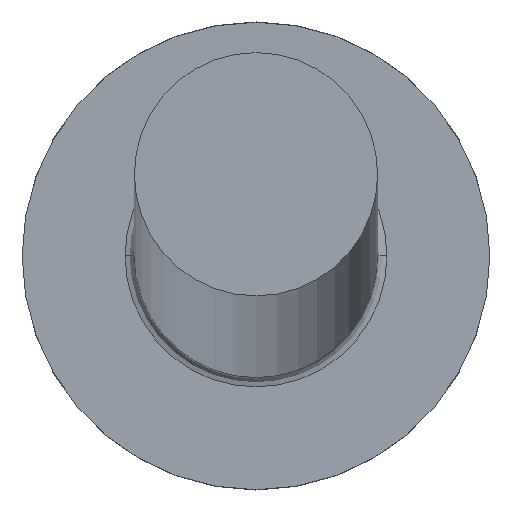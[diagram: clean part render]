
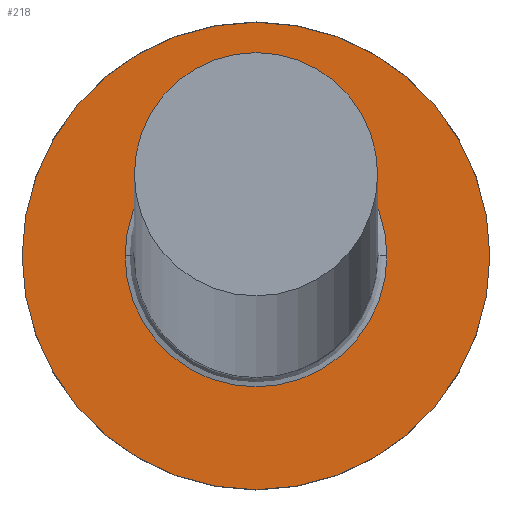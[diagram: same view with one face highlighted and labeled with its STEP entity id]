
A CAD part, top view. The second image highlights one B-rep face of the part: STEP entity #218.
In plain terms, the highlighted planar face has unit normal (0, 0, 1).
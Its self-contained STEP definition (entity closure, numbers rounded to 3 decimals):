
#8 = CIRCLE ( 'NONE', #237, 2.8 ) ;
#9 = CARTESIAN_POINT ( 'NONE',  ( -5., 0., 3. ) ) ;
#31 = CARTESIAN_POINT ( 'NONE',  ( 0., 0., 3. ) ) ;
#32 = CARTESIAN_POINT ( 'NONE',  ( 0., 0., 3. ) ) ;
#33 = DIRECTION ( 'NONE',  ( 0., 0., 1. ) ) ;
#55 = PLANE ( 'NONE',  #179 ) ;
#59 = FACE_OUTER_BOUND ( 'NONE', #297, .T. ) ;
#63 = VERTEX_POINT ( 'NONE', #196 ) ;
#69 = AXIS2_PLACEMENT_3D ( 'NONE', #224, #84, #81 ) ;
#71 = EDGE_CURVE ( 'NONE', #63, #94, #128, .T. ) ;
#72 = DIRECTION ( 'NONE',  ( 0., 0., -1. ) ) ;
#79 = ORIENTED_EDGE ( 'NONE', *, *, #232, .T. ) ;
#81 = DIRECTION ( 'NONE',  ( 1., 0., 0. ) ) ;
#83 = DIRECTION ( 'NONE',  ( 1., 0., 0. ) ) ;
#84 = DIRECTION ( 'NONE',  ( 0., 0., 1. ) ) ;
#94 = VERTEX_POINT ( 'NONE', #176 ) ;
#96 = EDGE_LOOP ( 'NONE', ( #127, #209 ) ) ;
#111 = FACE_BOUND ( 'NONE', #96, .T. ) ;
#127 = ORIENTED_EDGE ( 'NONE', *, *, #199, .T. ) ;
#128 = CIRCLE ( 'NONE', #195, 2.8 ) ;
#136 = DIRECTION ( 'NONE',  ( 1., 0., 0. ) ) ;
#149 = DIRECTION ( 'NONE',  ( 1., 0., 0. ) ) ;
#176 = CARTESIAN_POINT ( 'NONE',  ( 2.8, 0., 3. ) ) ;
#179 = AXIS2_PLACEMENT_3D ( 'NONE', #31, #249, #293 ) ;
#186 = VERTEX_POINT ( 'NONE', #198 ) ;
#192 = ORIENTED_EDGE ( 'NONE', *, *, #208, .T. ) ;
#195 = AXIS2_PLACEMENT_3D ( 'NONE', #243, #72, #149 ) ;
#196 = CARTESIAN_POINT ( 'NONE',  ( -2.8, 0., 3. ) ) ;
#198 = CARTESIAN_POINT ( 'NONE',  ( 5., 0., 3. ) ) ;
#199 = EDGE_CURVE ( 'NONE', #94, #63, #8, .T. ) ;
#203 = CARTESIAN_POINT ( 'NONE',  ( 0., 0., 3. ) ) ;
#208 = EDGE_CURVE ( 'NONE', #186, #306, #301, .T. ) ;
#209 = ORIENTED_EDGE ( 'NONE', *, *, #71, .T. ) ;
#215 = CIRCLE ( 'NONE', #69, 5. ) ;
#218 = ADVANCED_FACE ( 'NONE', ( #111, #59 ), #55, .T. ) ;
#224 = CARTESIAN_POINT ( 'NONE',  ( 0., 0., 3. ) ) ;
#232 = EDGE_CURVE ( 'NONE', #306, #186, #215, .T. ) ;
#237 = AXIS2_PLACEMENT_3D ( 'NONE', #32, #252, #136 ) ;
#243 = CARTESIAN_POINT ( 'NONE',  ( 0., 0., 3. ) ) ;
#249 = DIRECTION ( 'NONE',  ( 0., 0., 1. ) ) ;
#252 = DIRECTION ( 'NONE',  ( 0., 0., -1. ) ) ;
#256 = AXIS2_PLACEMENT_3D ( 'NONE', #203, #33, #83 ) ;
#293 = DIRECTION ( 'NONE',  ( 1., 0., 0. ) ) ;
#297 = EDGE_LOOP ( 'NONE', ( #79, #192 ) ) ;
#301 = CIRCLE ( 'NONE', #256, 5. ) ;
#306 = VERTEX_POINT ( 'NONE', #9 ) ;
